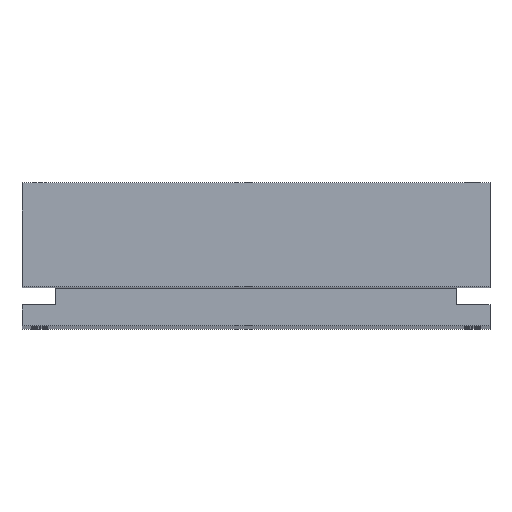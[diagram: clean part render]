
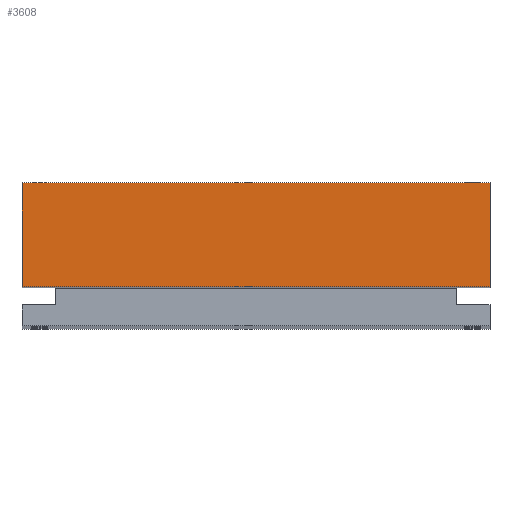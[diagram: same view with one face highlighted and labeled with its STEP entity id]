
A CAD part, top view. The second image highlights one B-rep face of the part: STEP entity #3608.
In plain terms, the highlighted planar face has unit normal (0, 0, 1).
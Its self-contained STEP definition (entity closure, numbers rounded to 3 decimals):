
#47 = CARTESIAN_POINT ( 'NONE',  ( 0., 0., 193. ) ) ;
#364 = DIRECTION ( 'NONE',  ( 0., 0., -1. ) ) ;
#809 = PLANE ( 'NONE',  #2316 ) ;
#953 = DIRECTION ( 'NONE',  ( -1., 0., 0. ) ) ;
#1033 = EDGE_CURVE ( 'NONE', #5118, #7120, #2875, .T. ) ;
#1121 = VECTOR ( 'NONE', #1561, 1000. ) ;
#1160 = DIRECTION ( 'NONE',  ( 1., 0., 0. ) ) ;
#1174 = CARTESIAN_POINT ( 'NONE',  ( 0., 30., 193. ) ) ;
#1420 = CARTESIAN_POINT ( 'NONE',  ( 0., 0., 193. ) ) ;
#1561 = DIRECTION ( 'NONE',  ( 0., 1., 0. ) ) ;
#1657 = DIRECTION ( 'NONE',  ( -1., 0., 0. ) ) ;
#1688 = EDGE_CURVE ( 'NONE', #5382, #2052, #4435, .T. ) ;
#2020 = ORIENTED_EDGE ( 'NONE', *, *, #1033, .T. ) ;
#2052 = VERTEX_POINT ( 'NONE', #3298 ) ;
#2227 = EDGE_LOOP ( 'NONE', ( #3840, #2837, #4309, #2020 ) ) ;
#2316 = AXIS2_PLACEMENT_3D ( 'NONE', #5354, #364, #953 ) ;
#2667 = LINE ( 'NONE', #6566, #5570 ) ;
#2745 = EDGE_CURVE ( 'NONE', #2052, #5118, #3784, .T. ) ;
#2837 = ORIENTED_EDGE ( 'NONE', *, *, #1688, .T. ) ;
#2875 = LINE ( 'NONE', #1174, #6944 ) ;
#3298 = CARTESIAN_POINT ( 'NONE',  ( 135., 0., 193. ) ) ;
#3608 = ADVANCED_FACE ( 'NONE', ( #5900 ), #809, .F. ) ;
#3784 = LINE ( 'NONE', #5996, #1121 ) ;
#3840 = ORIENTED_EDGE ( 'NONE', *, *, #5961, .T. ) ;
#4278 = CARTESIAN_POINT ( 'NONE',  ( 0., 30., 193. ) ) ;
#4309 = ORIENTED_EDGE ( 'NONE', *, *, #2745, .T. ) ;
#4350 = DIRECTION ( 'NONE',  ( 0., -1., 0. ) ) ;
#4435 = LINE ( 'NONE', #47, #6268 ) ;
#5118 = VERTEX_POINT ( 'NONE', #6443 ) ;
#5354 = CARTESIAN_POINT ( 'NONE',  ( 0., 0., 193. ) ) ;
#5382 = VERTEX_POINT ( 'NONE', #1420 ) ;
#5570 = VECTOR ( 'NONE', #4350, 1000. ) ;
#5900 = FACE_OUTER_BOUND ( 'NONE', #2227, .T. ) ;
#5961 = EDGE_CURVE ( 'NONE', #7120, #5382, #2667, .T. ) ;
#5996 = CARTESIAN_POINT ( 'NONE',  ( 135., 0., 193. ) ) ;
#6268 = VECTOR ( 'NONE', #1160, 1000. ) ;
#6443 = CARTESIAN_POINT ( 'NONE',  ( 135., 30., 193. ) ) ;
#6566 = CARTESIAN_POINT ( 'NONE',  ( 0., 0., 193. ) ) ;
#6944 = VECTOR ( 'NONE', #1657, 1000. ) ;
#7120 = VERTEX_POINT ( 'NONE', #4278 ) ;
